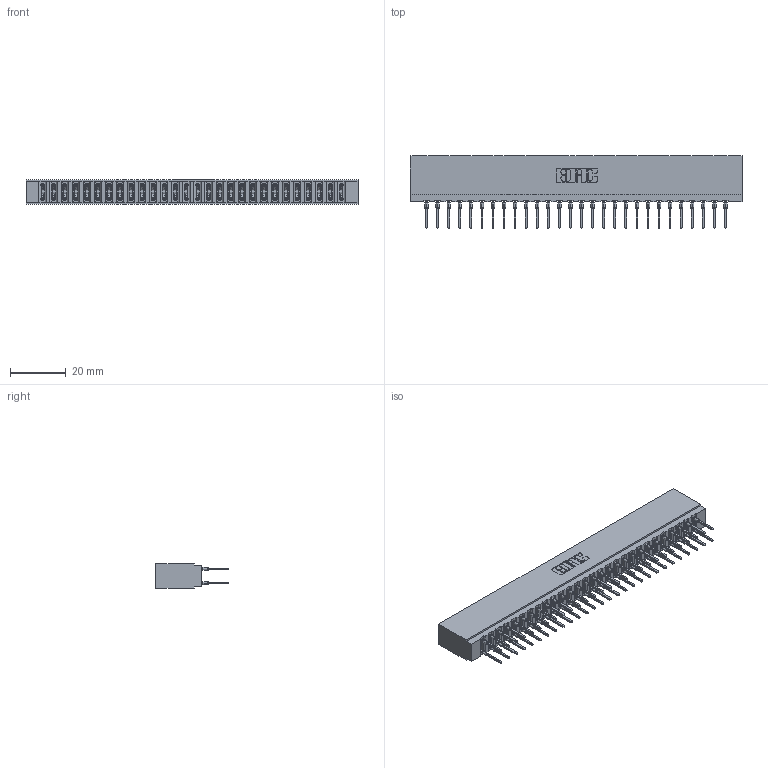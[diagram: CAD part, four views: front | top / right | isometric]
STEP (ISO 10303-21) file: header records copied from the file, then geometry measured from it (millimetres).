
FILE_DESCRIPTION (( 'STEP AP203' ), '1' );
FILE_NAME ('737-056-522-201.STEP', '2026-03-06T00:01:06', ( '' ), ( '' ), 'SwSTEP 2.0', 'SolidWorks 2023', '' );
FILE_SCHEMA (( 'CONFIG_CONTROL_DESIGN' ));
Length unit declared in the file: millimetre
Products named in the file (3): 737-056-522-201; 737 Part_Insulator Option - 01; 745-292-001_522
Assembly tree (57 placements, depth 2):
  737-056-522-201
    737 Part_Insulator Option - 01
    745-292-001_522  x56
Bounding box: 118.82 x 25.92 x 8.89 mm (x, y, z)
Volume: 11831.1 mm3; surface area: 17466.6 mm2
Topology: 57 solids, 57 shells, 5134 faces, 13807 edges, 8682 vertices
Faces by surface type: plane 2658, bspline 1120, cylinder 1020, torus 336
Entity records: 49941 total; most frequent: CARTESIAN_POINT 9177, ORIENTED_EDGE 8584, DIRECTION 7504, EDGE_CURVE 4292, VECTOR 3942, LINE 3942, VERTEX_POINT 2742, AXIS2_PLACEMENT_3D 1781
